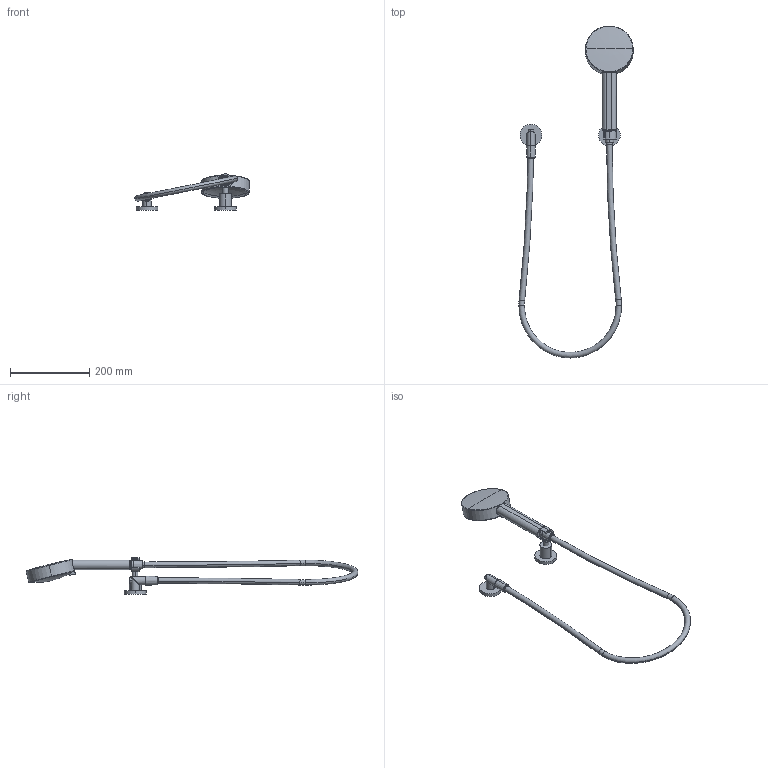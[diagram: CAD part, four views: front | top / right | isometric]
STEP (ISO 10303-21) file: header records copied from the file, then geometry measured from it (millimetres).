
FILE_DESCRIPTION (( 'STEP AP203' ), '1' );
FILE_NAME ('27803892-00.STEP', '2018-07-03T14:42:51', ( '' ), ( '' ), 'SwSTEP 2.0', 'SolidWorks 2017', '' );
FILE_SCHEMA (( 'CONFIG_CONTROL_DESIGN' ));
Length unit declared in the file: millimetre
Products named in the file (12): Planungsmodell_Konus-+-09.30.02.005-03_-; Planungsmodell_Brausehalter-+-04.28.10.029.01.94-01_-_K1; Planungsmodell_Huelse-+-28.050.780-01_ _K1; Planungsmodell_Rohr_abgewinkel-+-09.11.03.021.94-01_ _K2_21x26x26x90; Planungsmodell_Rohr_gerade-+-28.568.780-10_ _K108_16x3,2; Planungsmodell_Gehaeuse-+-04.12.11.070.00-03_ _K1; Planungsmodell_Rosette_rund-+-36.104.820-01_ _K5_55x9; Planungsmodell_Einsatz-+-04.12.11.070.00-02_ _K1; Planungsmodell_Schlauch-+-09.30.02.072-01_ _K4_Schlauch; 27803892-00; Planungsmodell_Handbrause-+-04.12.11.070.00-1_ _PDB_04121107000-00; Planungsmodell_Rohr-+-10.060.780-02_ _K14_D55x9,5_D30,3x32,5
Assembly tree (13 placements, depth 3):
  27803892-00
    Planungsmodell_Rosette_rund-+-36.104.820-01_ _K5_55x9
    Planungsmodell_Schlauch-+-09.30.02.072-01_ _K4_Schlauch
    Planungsmodell_Rohr-+-10.060.780-02_ _K14_D55x9,5_D30,3x32,5
    Planungsmodell_Konus-+-09.30.02.005-03_-  x2
    Planungsmodell_Brausehalter-+-04.28.10.029.01.94-01_-_K1
    Planungsmodell_Huelse-+-28.050.780-01_ _K1
    Planungsmodell_Rohr_abgewinkel-+-09.11.03.021.94-01_ _K2_21x26x26x90
    Planungsmodell_Rohr_gerade-+-28.568.780-10_ _K108_16x3,2  x2
    Planungsmodell_Handbrause-+-04.12.11.070.00-1_ _PDB_04121107000-00
      Planungsmodell_Gehaeuse-+-04.12.11.070.00-03_ _K1
      Planungsmodell_Einsatz-+-04.12.11.070.00-02_ _K1
Bounding box: 288.25 x 837.33 x 91.5 mm (x, y, z)
Volume: 848185.9 mm3; surface area: 159303 mm2
Topology: 12 solids, 12 shells, 154 faces, 340 edges, 205 vertices
Faces by surface type: cylinder 58, plane 39, bspline 36, torus 12, cone 9
Entity records: 7085 total; most frequent: CARTESIAN_POINT 2785, ORIENTED_EDGE 640, DIRECTION 617, EDGE_CURVE 320, AXIS2_PLACEMENT_3D 270, VERTEX_POINT 197, EDGE_LOOP 149, ADVANCED_FACE 146
